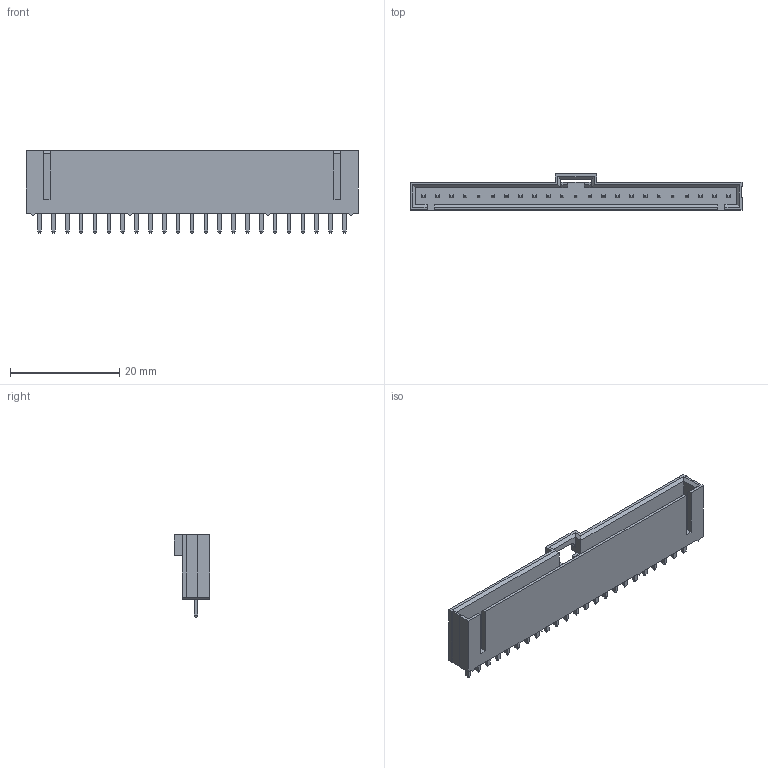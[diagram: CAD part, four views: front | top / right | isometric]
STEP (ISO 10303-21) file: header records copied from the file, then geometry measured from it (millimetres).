
FILE_DESCRIPTION((''),'2;1');
FILE_NAME('1719710023','2019-01-10T',('gga'),(''),'PRO/ENGINEER BY PARAMETRIC TECHNOLOGY CORPORATION, 2016010','PRO/ENGINEER BY PARAMETRIC TECHNOLOGY CORPORATION, 2016010','');
FILE_SCHEMA(('CONFIG_CONTROL_DESIGN'));
Length unit declared in the file: millimetre
Products named in the file (1): 1719710023
Bounding box: 60.88 x 6.6 x 15.11 mm (x, y, z)
Volume: 1983.4 mm3; surface area: 3754.4 mm2
Topology: 1 solids, 1 shells, 488 faces, 1176 edges, 736 vertices
Faces by surface type: plane 486, cylinder 2
Entity records: 13686 total; most frequent: CARTESIAN_POINT 2353, ORIENTED_EDGE 2258, DIRECTION 2204, EDGE_CURVE 1129, VECTOR 1126, LINE 1126, VERTEX_POINT 688, AXIS2_PLACEMENT_3D 539
